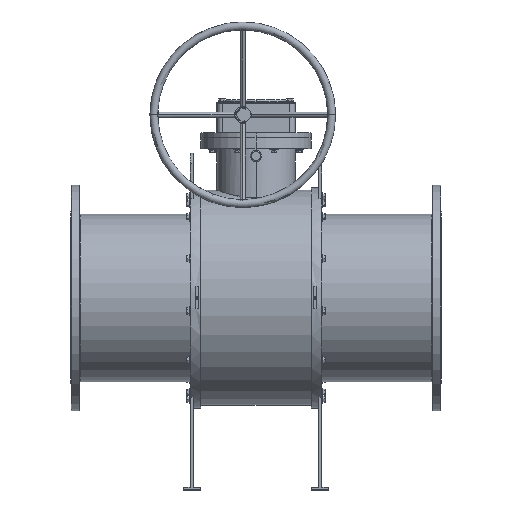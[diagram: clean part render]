
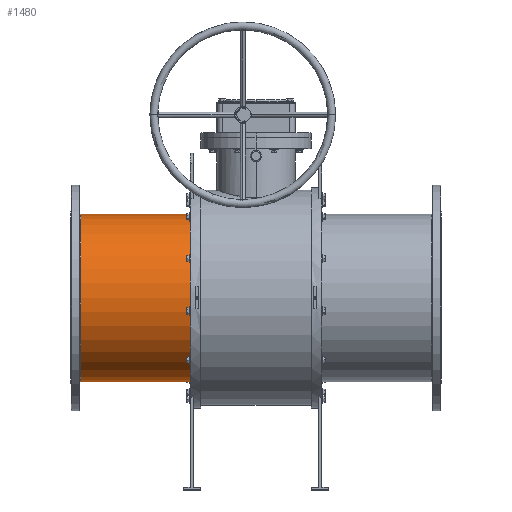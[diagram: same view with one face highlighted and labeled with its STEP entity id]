
A CAD part, top view. The second image highlights one B-rep face of the part: STEP entity #1480.
In plain terms, the highlighted cylindrical face has radius 315.5 mm (diameter 631 mm), a partial arc.
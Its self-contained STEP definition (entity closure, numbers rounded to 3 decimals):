
#598 = LINE ( 'NONE', #9049, #11479 ) ;
#726 = DIRECTION ( 'NONE',  ( -1., 0., 0. ) ) ;
#1480 = ADVANCED_FACE ( 'NONE', ( #27360 ), #23315, .T. ) ;
#1774 = VERTEX_POINT ( 'NONE', #17725 ) ;
#4224 = CARTESIAN_POINT ( 'NONE',  ( -661.5, 315.5, 0. ) ) ;
#4360 = AXIS2_PLACEMENT_3D ( 'NONE', #7882, #12463, #20951 ) ;
#5278 = AXIS2_PLACEMENT_3D ( 'NONE', #24571, #26676, #13868 ) ;
#7882 = CARTESIAN_POINT ( 'NONE',  ( -698.5, 0., 0. ) ) ;
#8290 = ORIENTED_EDGE ( 'NONE', *, *, #10120, .T. ) ;
#9046 = VERTEX_POINT ( 'NONE', #4224 ) ;
#9049 = CARTESIAN_POINT ( 'NONE',  ( -698.5, 315.5, 0. ) ) ;
#9344 = DIRECTION ( 'NONE',  ( 0., 0., 1. ) ) ;
#9596 = EDGE_CURVE ( 'NONE', #16540, #9046, #598, .T. ) ;
#10055 = CIRCLE ( 'NONE', #26057, 315.5 ) ;
#10120 = EDGE_CURVE ( 'NONE', #9046, #1774, #12809, .T. ) ;
#11010 = CARTESIAN_POINT ( 'NONE',  ( -247.5, 0., 0. ) ) ;
#11479 = VECTOR ( 'NONE', #726, 1000. ) ;
#12463 = DIRECTION ( 'NONE',  ( -1., 0., 0. ) ) ;
#12474 = CARTESIAN_POINT ( 'NONE',  ( -247.5, -315.5, 0. ) ) ;
#12809 = CIRCLE ( 'NONE', #5278, 315.5 ) ;
#13868 = DIRECTION ( 'NONE',  ( 0., -1., 0. ) ) ;
#14376 = CARTESIAN_POINT ( 'NONE',  ( -698.5, -315.5, 0. ) ) ;
#14547 = EDGE_CURVE ( 'NONE', #15942, #16540, #10055, .T. ) ;
#15942 = VERTEX_POINT ( 'NONE', #12474 ) ;
#16540 = VERTEX_POINT ( 'NONE', #23229 ) ;
#17725 = CARTESIAN_POINT ( 'NONE',  ( -661.5, -315.5, 0. ) ) ;
#18418 = ORIENTED_EDGE ( 'NONE', *, *, #9596, .T. ) ;
#18815 = LINE ( 'NONE', #14376, #20332 ) ;
#20332 = VECTOR ( 'NONE', #22862, 1000. ) ;
#20724 = EDGE_LOOP ( 'NONE', ( #27181, #18418, #8290, #23652 ) ) ;
#20951 = DIRECTION ( 'NONE',  ( 0., -1., 0. ) ) ;
#22862 = DIRECTION ( 'NONE',  ( -1., 0., 0. ) ) ;
#23229 = CARTESIAN_POINT ( 'NONE',  ( -247.5, 315.5, 0. ) ) ;
#23306 = EDGE_CURVE ( 'NONE', #15942, #1774, #18815, .T. ) ;
#23315 = CYLINDRICAL_SURFACE ( 'NONE', #4360, 315.5 ) ;
#23652 = ORIENTED_EDGE ( 'NONE', *, *, #23306, .F. ) ;
#24571 = CARTESIAN_POINT ( 'NONE',  ( -661.5, 0., 0. ) ) ;
#25905 = DIRECTION ( 'NONE',  ( -1., 0., 0. ) ) ;
#26057 = AXIS2_PLACEMENT_3D ( 'NONE', #11010, #25905, #9344 ) ;
#26676 = DIRECTION ( 'NONE',  ( 1., 0., 0. ) ) ;
#27181 = ORIENTED_EDGE ( 'NONE', *, *, #14547, .T. ) ;
#27360 = FACE_OUTER_BOUND ( 'NONE', #20724, .T. ) ;
